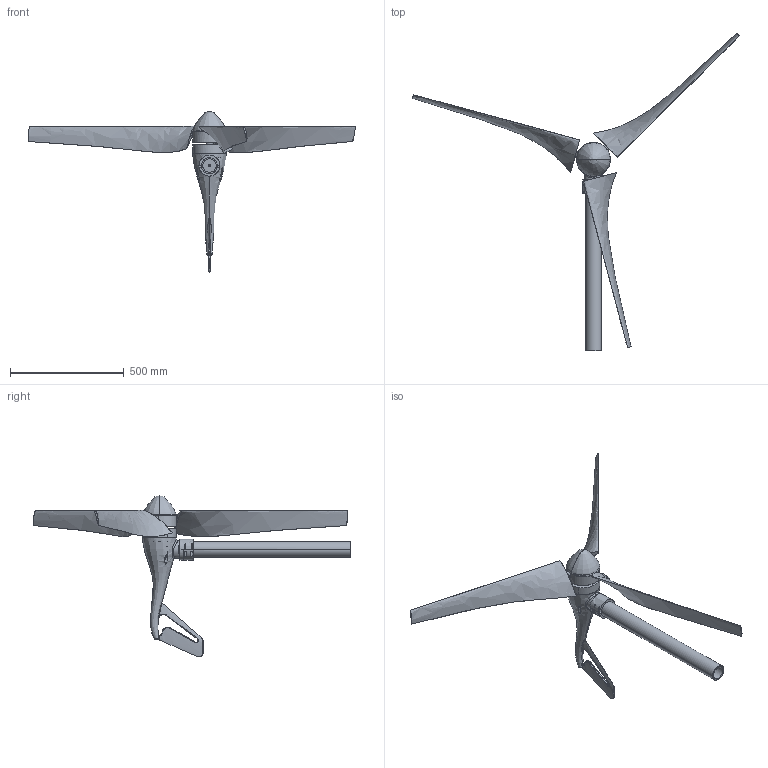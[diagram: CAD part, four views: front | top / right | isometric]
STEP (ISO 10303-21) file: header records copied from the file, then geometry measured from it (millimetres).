
FILE_DESCRIPTION(('FreeCAD Model'),'2;1');
FILE_NAME('Open CASCADE Shape Model','2025-05-03T14:19:34',('FreeCAD'),( 'FreeCAD'),'Open CASCADE STEP processor 7.6','FreeCAD','Unknown');
FILE_SCHEMA(('AUTOMOTIVE_DESIGN { 1 0 10303 214 1 1 1 1 }'));
Products named in the file (1): Open CASCADE STEP translator 7.6 1
Bounding box: 1437.94 x 1395.37 x 711.24 mm (x, y, z)
Surface area: 1382331 mm2 (no closed solid volume)
Topology: 0 solids, 438 shells, 438 faces, 2044 edges, 2040 vertices
Faces by surface type: bspline 438
Entity records: 40382 total; most frequent: CARTESIAN_POINT 30483, ORIENTED_EDGE 2040, EDGE_CURVE 2040, VERTEX_POINT 2040, B_SPLINE_CURVE_WITH_KNOTS 1230, FACE_BOUND 532, EDGE_LOOP 532, SHELL_BASED_SURFACE_MODEL 438
